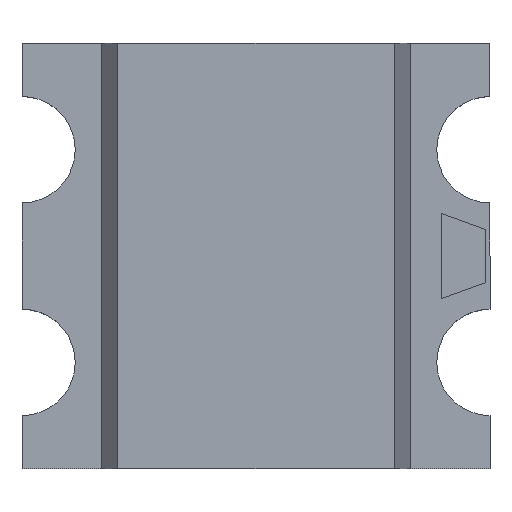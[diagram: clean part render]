
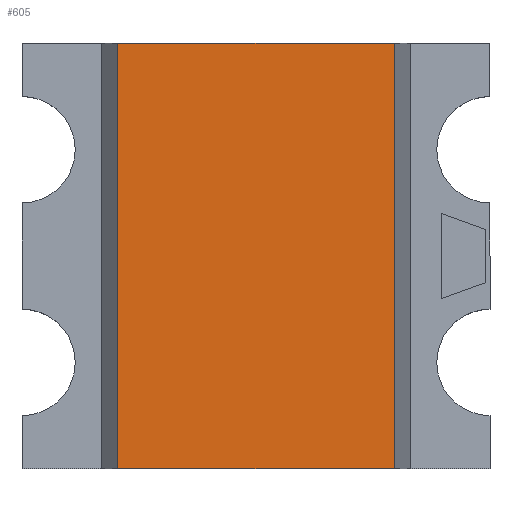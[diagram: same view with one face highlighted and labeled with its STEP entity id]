
A CAD part, top view. The second image highlights one B-rep face of the part: STEP entity #605.
In plain terms, the highlighted planar face has unit normal (0, 0, 1).
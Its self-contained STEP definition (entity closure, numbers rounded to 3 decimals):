
#58 = CARTESIAN_POINT ( 'NONE',  ( 0.65, -1., 0.84 ) ) ;
#101 = ORIENTED_EDGE ( 'NONE', *, *, #764, .T. ) ;
#104 = CARTESIAN_POINT ( 'NONE',  ( 0.65, 1., 0.84 ) ) ;
#107 = VERTEX_POINT ( 'NONE', #254 ) ;
#116 = VECTOR ( 'NONE', #425, 1000. ) ;
#187 = ORIENTED_EDGE ( 'NONE', *, *, #395, .F. ) ;
#205 = DIRECTION ( 'NONE',  ( 1., 0., 0. ) ) ;
#224 = CARTESIAN_POINT ( 'NONE',  ( 0.65, 1., 0.84 ) ) ;
#254 = CARTESIAN_POINT ( 'NONE',  ( 0.65, -1., 0.84 ) ) ;
#344 = CARTESIAN_POINT ( 'NONE',  ( 0.65, 1., 0.84 ) ) ;
#350 = LINE ( 'NONE', #444, #927 ) ;
#395 = EDGE_CURVE ( 'NONE', #582, #107, #575, .T. ) ;
#411 = EDGE_CURVE ( 'NONE', #741, #582, #350, .T. ) ;
#425 = DIRECTION ( 'NONE',  ( 0., -1., 0. ) ) ;
#444 = CARTESIAN_POINT ( 'NONE',  ( 0.65, 1., 0.84 ) ) ;
#465 = PLANE ( 'NONE',  #851 ) ;
#487 = VECTOR ( 'NONE', #761, 1000. ) ;
#503 = VERTEX_POINT ( 'NONE', #625 ) ;
#531 = LINE ( 'NONE', #847, #487 ) ;
#575 = LINE ( 'NONE', #104, #116 ) ;
#582 = VERTEX_POINT ( 'NONE', #224 ) ;
#585 = DIRECTION ( 'NONE',  ( 1., 0., 0. ) ) ;
#593 = ORIENTED_EDGE ( 'NONE', *, *, #1031, .T. ) ;
#605 = ADVANCED_FACE ( 'NONE', ( #878 ), #465, .F. ) ;
#625 = CARTESIAN_POINT ( 'NONE',  ( -0.65, -1., 0.84 ) ) ;
#650 = ORIENTED_EDGE ( 'NONE', *, *, #411, .F. ) ;
#687 = VECTOR ( 'NONE', #205, 1000. ) ;
#741 = VERTEX_POINT ( 'NONE', #842 ) ;
#761 = DIRECTION ( 'NONE',  ( 0., -1., 0. ) ) ;
#764 = EDGE_CURVE ( 'NONE', #741, #503, #531, .T. ) ;
#842 = CARTESIAN_POINT ( 'NONE',  ( -0.65, 1., 0.84 ) ) ;
#847 = CARTESIAN_POINT ( 'NONE',  ( -0.65, 1., 0.84 ) ) ;
#851 = AXIS2_PLACEMENT_3D ( 'NONE', #344, #893, #913 ) ;
#878 = FACE_OUTER_BOUND ( 'NONE', #890, .T. ) ;
#890 = EDGE_LOOP ( 'NONE', ( #593, #187, #650, #101 ) ) ;
#893 = DIRECTION ( 'NONE',  ( 0., 0., -1. ) ) ;
#913 = DIRECTION ( 'NONE',  ( -1., 0., 0. ) ) ;
#927 = VECTOR ( 'NONE', #585, 1000. ) ;
#1031 = EDGE_CURVE ( 'NONE', #503, #107, #1037, .T. ) ;
#1037 = LINE ( 'NONE', #58, #687 ) ;
